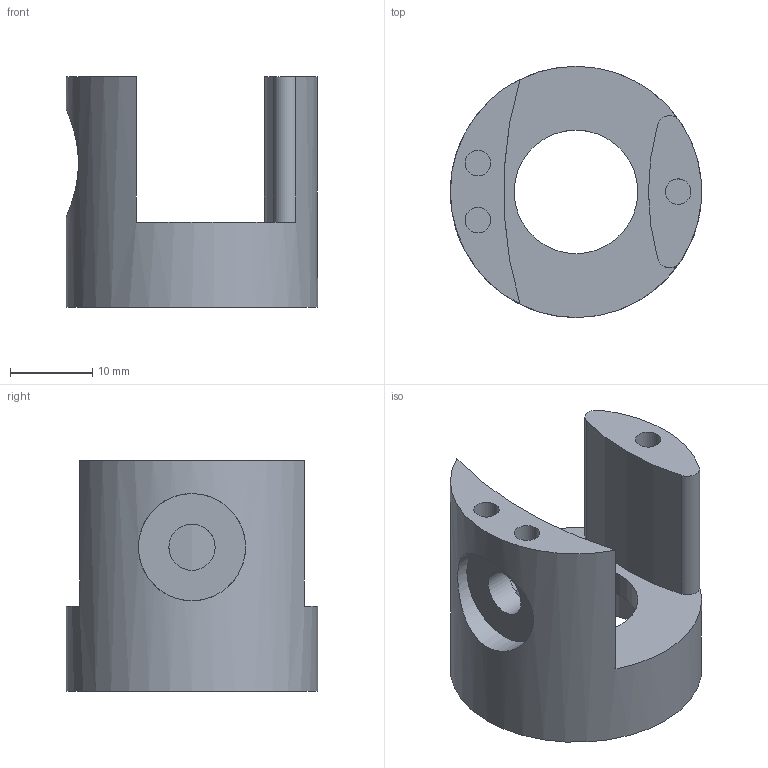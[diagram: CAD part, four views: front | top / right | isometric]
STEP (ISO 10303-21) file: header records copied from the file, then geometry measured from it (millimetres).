
FILE_DESCRIPTION(/* description */ (''),/* implementation_level */ '2;1');
FILE_NAME(/* name */ 'beamsplitter rotary outer.stp',/* time_stamp */ '2024-12-25T23:58:45-08:00',/* author */ ('yohei'),/* organization */ (''),/* preprocessor_version */ 'ST-DEVELOPER v19',/* originating_system */ 'Autodesk Inventor 2023',/* authorisation */ '');
FILE_SCHEMA (('AUTOMOTIVE_DESIGN { 1 0 10303 214 3 1 1 }'));
Length unit declared in the file: millimetre
Products named in the file (1): beamsplitter rotary outer
Bounding box: 30.5 x 30.5 x 28 mm (x, y, z)
Volume: 6885.6 mm3; surface area: 4855.9 mm2
Topology: 1 solids, 1 shells, 21 faces, 46 edges, 32 vertices
Faces by surface type: cylinder 12, plane 9
Full cylindrical faces by diameter (mm): 3.1 x3, 5.61 x1, 13 x1, 15 x1, 24.6 x1, 30.5 x1
Entity records: 715 total; most frequent: CARTESIAN_POINT 169, DIRECTION 111, ORIENTED_EDGE 92, AXIS2_PLACEMENT_3D 48, EDGE_CURVE 46, VERTEX_POINT 31, EDGE_LOOP 29, CIRCLE 26
